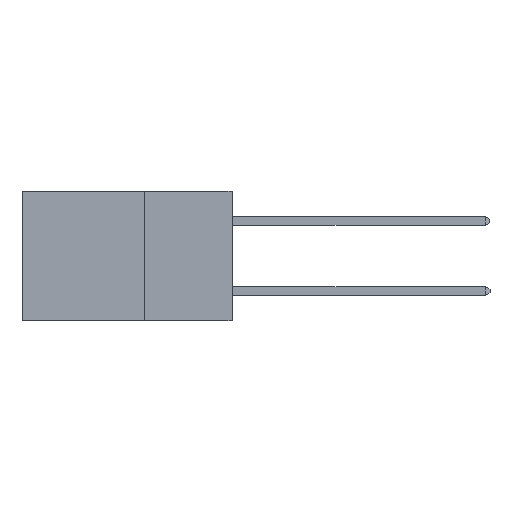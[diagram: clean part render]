
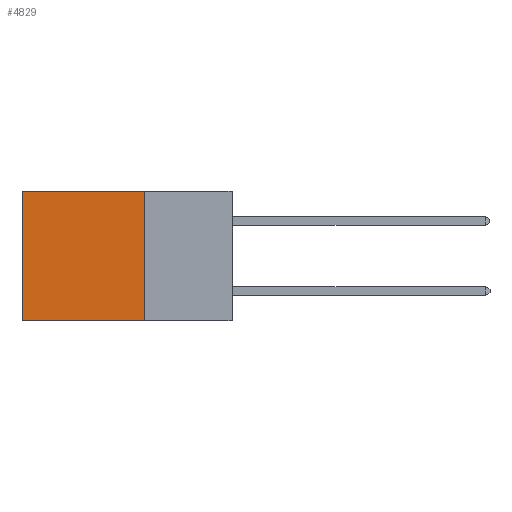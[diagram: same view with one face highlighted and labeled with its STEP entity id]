
A CAD part, left-side view. The second image highlights one B-rep face of the part: STEP entity #4829.
In plain terms, the highlighted planar face has unit normal (-1, 0, 0).
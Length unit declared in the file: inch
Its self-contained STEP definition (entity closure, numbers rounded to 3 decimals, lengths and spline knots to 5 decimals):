
#1334 = DIRECTION ( 'NONE',  ( 0., 1., 0. ) ) ;
#1787 = VECTOR ( 'NONE', #1334, 39.37008 ) ;
#2851 = VECTOR ( 'NONE', #3981, 39.37008 ) ;
#3883 = ORIENTED_EDGE ( 'NONE', *, *, #7944, .T. ) ;
#3981 = DIRECTION ( 'NONE',  ( 0., 1., 0. ) ) ;
#4263 = VECTOR ( 'NONE', #17364, 39.37008 ) ;
#4537 = EDGE_CURVE ( 'NONE', #9445, #23556, #22583, .T. ) ;
#4829 = ADVANCED_FACE ( 'NONE', ( #23519 ), #5241, .F. ) ;
#5241 = PLANE ( 'NONE',  #23740 ) ;
#6771 = LINE ( 'NONE', #7380, #4263 ) ;
#7029 = CARTESIAN_POINT ( 'NONE',  ( 0.2875, 0.25, 0. ) ) ;
#7060 = DIRECTION ( 'NONE',  ( 1., 0., 0. ) ) ;
#7138 = VECTOR ( 'NONE', #18754, 39.37008 ) ;
#7378 = ORIENTED_EDGE ( 'NONE', *, *, #9989, .F. ) ;
#7380 = CARTESIAN_POINT ( 'NONE',  ( 0.2875, 0.6, 0. ) ) ;
#7685 = VERTEX_POINT ( 'NONE', #7029 ) ;
#7944 = EDGE_CURVE ( 'NONE', #7685, #18062, #11674, .T. ) ;
#9121 = CARTESIAN_POINT ( 'NONE',  ( 0.2875, 0.25, 0. ) ) ;
#9445 = VERTEX_POINT ( 'NONE', #10379 ) ;
#9989 = EDGE_CURVE ( 'NONE', #7685, #9445, #21011, .T. ) ;
#10379 = CARTESIAN_POINT ( 'NONE',  ( 0.2875, 0.25, -0.37 ) ) ;
#10481 = CARTESIAN_POINT ( 'NONE',  ( 0.2875, 0.6, -0.37 ) ) ;
#11674 = LINE ( 'NONE', #9121, #1787 ) ;
#12709 = EDGE_LOOP ( 'NONE', ( #17842, #20754, #7378, #3883 ) ) ;
#17364 = DIRECTION ( 'NONE',  ( 0., 0., -1. ) ) ;
#17517 = CARTESIAN_POINT ( 'NONE',  ( 0.2875, 0.25, -0.37 ) ) ;
#17842 = ORIENTED_EDGE ( 'NONE', *, *, #23908, .T. ) ;
#18062 = VERTEX_POINT ( 'NONE', #22022 ) ;
#18683 = CARTESIAN_POINT ( 'NONE',  ( 0.2875, 0.25, 0. ) ) ;
#18754 = DIRECTION ( 'NONE',  ( 0., 0., -1. ) ) ;
#20754 = ORIENTED_EDGE ( 'NONE', *, *, #4537, .F. ) ;
#20854 = DIRECTION ( 'NONE',  ( 0., 0., -1. ) ) ;
#21011 = LINE ( 'NONE', #18683, #7138 ) ;
#21020 = CARTESIAN_POINT ( 'NONE',  ( 0.2875, 0.25, 0. ) ) ;
#22022 = CARTESIAN_POINT ( 'NONE',  ( 0.2875, 0.6, 0. ) ) ;
#22583 = LINE ( 'NONE', #17517, #2851 ) ;
#23519 = FACE_OUTER_BOUND ( 'NONE', #12709, .T. ) ;
#23556 = VERTEX_POINT ( 'NONE', #10481 ) ;
#23740 = AXIS2_PLACEMENT_3D ( 'NONE', #21020, #7060, #20854 ) ;
#23908 = EDGE_CURVE ( 'NONE', #18062, #23556, #6771, .T. ) ;
